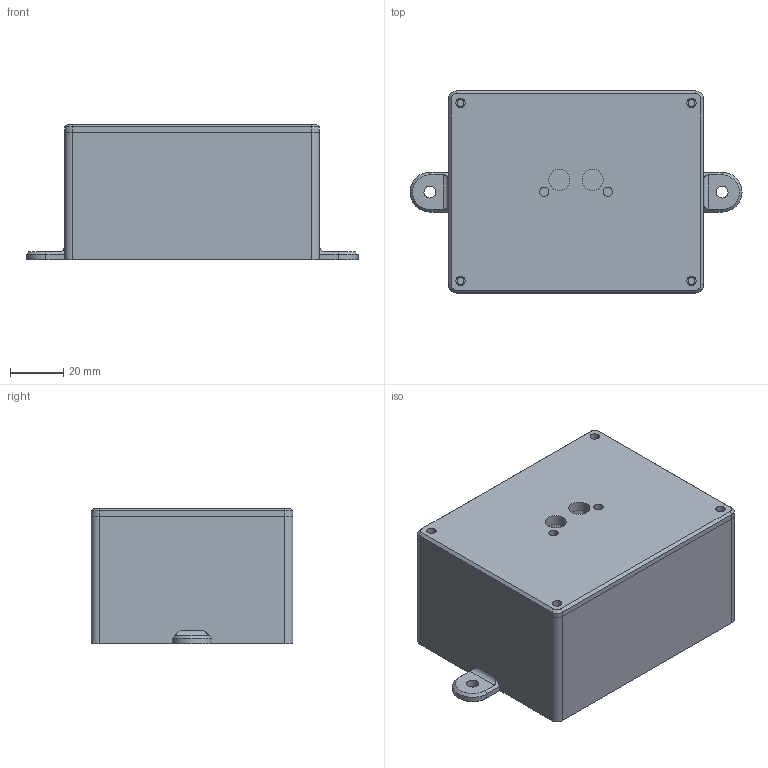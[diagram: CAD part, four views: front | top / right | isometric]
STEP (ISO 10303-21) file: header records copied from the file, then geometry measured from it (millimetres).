
FILE_DESCRIPTION(/* description */ (''),/* implementation_level */ '2;1');
FILE_NAME(/* name */ 'Windtunnel Sensirion & ESP32 case.step',/* time_stamp */ '2026-01-27T17:28:04+01:00',/* author */ (''),/* organization */ (''),/* preprocessor_version */ 'ST-DEVELOPER v20.1',/* originating_system */ 'Autodesk Translation Framework v14.24.0.0',/* authorisation */ '');
FILE_SCHEMA (('AUTOMOTIVE_DESIGN { 1 0 10303 214 3 1 1 }'));
Length unit declared in the file: millimetre
Products named in the file (1): Windtunnel Sensirion + ESP32 case
Bounding box: 125 x 76 x 51 mm (x, y, z)
Volume: 99877 mm3; surface area: 63276.7 mm2
Topology: 2 solids, 2 shells, 92 faces, 234 edges, 152 vertices
Faces by surface type: plane 60, cylinder 26, cone 6
Full cylindrical faces by diameter (mm): 2.55 x4, 3.5 x6, 4.5 x2, 8 x2
Entity records: 2836 total; most frequent: CARTESIAN_POINT 479, DIRECTION 478, ORIENTED_EDGE 468, EDGE_CURVE 234, LINE 176, VECTOR 176, VERTEX_POINT 152, AXIS2_PLACEMENT_3D 151
